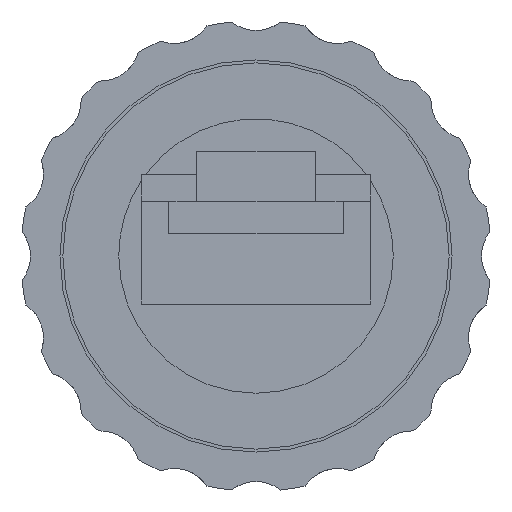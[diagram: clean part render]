
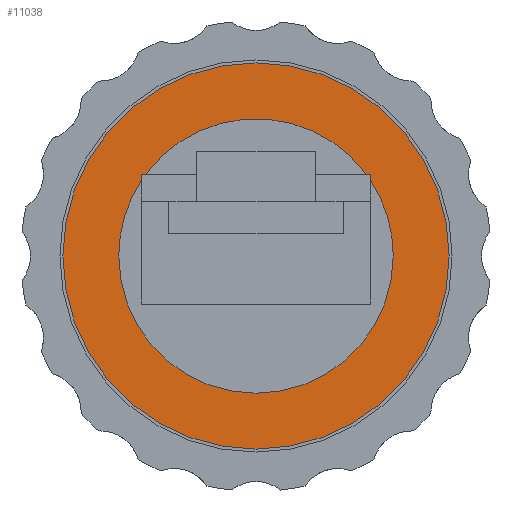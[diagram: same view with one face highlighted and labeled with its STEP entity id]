
A CAD part, left-side view. The second image highlights one B-rep face of the part: STEP entity #11038.
In plain terms, the highlighted planar face has unit normal (-1, 0, 0).
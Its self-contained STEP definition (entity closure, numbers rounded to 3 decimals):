
#163 = DIRECTION ( 'NONE',  ( 0., -1., 0. ) ) ;
#263 = CARTESIAN_POINT ( 'NONE',  ( 0., 5.84, 4.15 ) ) ;
#682 = ORIENTED_EDGE ( 'NONE', *, *, #8115, .T. ) ;
#725 = LINE ( 'NONE', #10758, #6166 ) ;
#938 = DIRECTION ( 'NONE',  ( 0., 1., 0. ) ) ;
#1049 = AXIS2_PLACEMENT_3D ( 'NONE', #23047, #12650, #163 ) ;
#1199 = DIRECTION ( 'NONE',  ( 1., 0., 0. ) ) ;
#1254 = LINE ( 'NONE', #263, #23462 ) ;
#1344 = CARTESIAN_POINT ( 'NONE',  ( 0., 5.637, 4.15 ) ) ;
#1426 = CARTESIAN_POINT ( 'NONE',  ( 0., -5.84, 0. ) ) ;
#2672 = FACE_BOUND ( 'NONE', #21783, .T. ) ;
#3174 = CARTESIAN_POINT ( 'NONE',  ( 0., 0., 0. ) ) ;
#3734 = ORIENTED_EDGE ( 'NONE', *, *, #26605, .T. ) ;
#3819 = VERTEX_POINT ( 'NONE', #1344 ) ;
#4188 = CARTESIAN_POINT ( 'NONE',  ( 0., 5.84, 3.859 ) ) ;
#4456 = DIRECTION ( 'NONE',  ( 1., 0., 0. ) ) ;
#4854 = AXIS2_PLACEMENT_3D ( 'NONE', #22257, #9725, #24398 ) ;
#5223 = DIRECTION ( 'NONE',  ( 0., 1., 0. ) ) ;
#5699 = EDGE_LOOP ( 'NONE', ( #20644, #24280 ) ) ;
#5866 = CARTESIAN_POINT ( 'NONE',  ( 0., 9.85, 0. ) ) ;
#6166 = VECTOR ( 'NONE', #12894, 1000. ) ;
#6855 = VERTEX_POINT ( 'NONE', #22617 ) ;
#6924 = VECTOR ( 'NONE', #15831, 1000. ) ;
#6928 = CARTESIAN_POINT ( 'NONE',  ( 0., 7., 0. ) ) ;
#7492 = DIRECTION ( 'NONE',  ( 1., 0., 0. ) ) ;
#8115 = EDGE_CURVE ( 'NONE', #6855, #22769, #13867, .T. ) ;
#8697 = VERTEX_POINT ( 'NONE', #6928 ) ;
#8769 = EDGE_CURVE ( 'NONE', #3819, #23036, #20028, .T. ) ;
#9725 = DIRECTION ( 'NONE',  ( 1., 0., 0. ) ) ;
#10758 = CARTESIAN_POINT ( 'NONE',  ( 0., 5.84, 0. ) ) ;
#11038 = ADVANCED_FACE ( 'NONE', ( #2672, #13841 ), #20905, .T. ) ;
#11854 = VERTEX_POINT ( 'NONE', #5866 ) ;
#12626 = AXIS2_PLACEMENT_3D ( 'NONE', #17060, #4456, #19106 ) ;
#12650 = DIRECTION ( 'NONE',  ( -1., 0., 0. ) ) ;
#12736 = DIRECTION ( 'NONE',  ( 0., -1., 0. ) ) ;
#12894 = DIRECTION ( 'NONE',  ( 0., 0., -1. ) ) ;
#12983 = ORIENTED_EDGE ( 'NONE', *, *, #23225, .F. ) ;
#13431 = DIRECTION ( 'NONE',  ( 1., 0., 0. ) ) ;
#13709 = CARTESIAN_POINT ( 'NONE',  ( 0., 0., 0. ) ) ;
#13841 = FACE_OUTER_BOUND ( 'NONE', #5699, .T. ) ;
#13867 = CIRCLE ( 'NONE', #23224, 7. ) ;
#14077 = ORIENTED_EDGE ( 'NONE', *, *, #18150, .T. ) ;
#14512 = EDGE_CURVE ( 'NONE', #18091, #11854, #19903, .T. ) ;
#14728 = AXIS2_PLACEMENT_3D ( 'NONE', #13709, #1199, #15808 ) ;
#15571 = CIRCLE ( 'NONE', #12626, 9.85 ) ;
#15808 = DIRECTION ( 'NONE',  ( 0., 1., 0. ) ) ;
#15831 = DIRECTION ( 'NONE',  ( 0., -1., 0. ) ) ;
#15961 = CARTESIAN_POINT ( 'NONE',  ( 0., -5.637, 4.15 ) ) ;
#15980 = AXIS2_PLACEMENT_3D ( 'NONE', #20048, #7492, #22181 ) ;
#16069 = EDGE_CURVE ( 'NONE', #17827, #6855, #25333, .T. ) ;
#16625 = EDGE_CURVE ( 'NONE', #22769, #8697, #25012, .T. ) ;
#17060 = CARTESIAN_POINT ( 'NONE',  ( 0., 0., 0. ) ) ;
#17150 = EDGE_CURVE ( 'NONE', #11854, #18091, #15571, .T. ) ;
#17549 = CARTESIAN_POINT ( 'NONE',  ( 0., 5.84, 4.15 ) ) ;
#17659 = ORIENTED_EDGE ( 'NONE', *, *, #16069, .T. ) ;
#17810 = DIRECTION ( 'NONE',  ( 1., 0., 0. ) ) ;
#17827 = VERTEX_POINT ( 'NONE', #18443 ) ;
#18033 = VERTEX_POINT ( 'NONE', #17549 ) ;
#18091 = VERTEX_POINT ( 'NONE', #19782 ) ;
#18150 = EDGE_CURVE ( 'NONE', #23036, #17827, #23687, .T. ) ;
#18443 = CARTESIAN_POINT ( 'NONE',  ( 0., -5.84, 4.15 ) ) ;
#19106 = DIRECTION ( 'NONE',  ( 0., 1., 0. ) ) ;
#19602 = EDGE_CURVE ( 'NONE', #8697, #22622, #20321, .T. ) ;
#19716 = ORIENTED_EDGE ( 'NONE', *, *, #19602, .T. ) ;
#19761 = VECTOR ( 'NONE', #24430, 1000. ) ;
#19782 = CARTESIAN_POINT ( 'NONE',  ( 0., -9.85, 0. ) ) ;
#19903 = CIRCLE ( 'NONE', #14728, 9.85 ) ;
#20028 = CIRCLE ( 'NONE', #24118, 7. ) ;
#20048 = CARTESIAN_POINT ( 'NONE',  ( 0., 0., 0. ) ) ;
#20321 = CIRCLE ( 'NONE', #4854, 7. ) ;
#20644 = ORIENTED_EDGE ( 'NONE', *, *, #17150, .F. ) ;
#20705 = ORIENTED_EDGE ( 'NONE', *, *, #16625, .T. ) ;
#20905 = PLANE ( 'NONE',  #1049 ) ;
#21783 = EDGE_LOOP ( 'NONE', ( #17659, #682, #20705, #19716, #12983, #3734, #25962, #14077 ) ) ;
#22181 = DIRECTION ( 'NONE',  ( 0., 1., 0. ) ) ;
#22257 = CARTESIAN_POINT ( 'NONE',  ( 0., 0., 0. ) ) ;
#22617 = CARTESIAN_POINT ( 'NONE',  ( 0., -5.84, 3.859 ) ) ;
#22622 = VERTEX_POINT ( 'NONE', #4188 ) ;
#22769 = VERTEX_POINT ( 'NONE', #23430 ) ;
#23036 = VERTEX_POINT ( 'NONE', #15961 ) ;
#23047 = CARTESIAN_POINT ( 'NONE',  ( 0., 7., 0. ) ) ;
#23224 = AXIS2_PLACEMENT_3D ( 'NONE', #3174, #17810, #5223 ) ;
#23225 = EDGE_CURVE ( 'NONE', #18033, #22622, #725, .T. ) ;
#23430 = CARTESIAN_POINT ( 'NONE',  ( 0., -7., 0. ) ) ;
#23462 = VECTOR ( 'NONE', #12736, 1000. ) ;
#23687 = LINE ( 'NONE', #26170, #6924 ) ;
#24118 = AXIS2_PLACEMENT_3D ( 'NONE', #25880, #13431, #938 ) ;
#24280 = ORIENTED_EDGE ( 'NONE', *, *, #14512, .F. ) ;
#24398 = DIRECTION ( 'NONE',  ( 0., 1., 0. ) ) ;
#24430 = DIRECTION ( 'NONE',  ( 0., 0., -1. ) ) ;
#25012 = CIRCLE ( 'NONE', #15980, 7. ) ;
#25333 = LINE ( 'NONE', #1426, #19761 ) ;
#25880 = CARTESIAN_POINT ( 'NONE',  ( 0., 0., 0. ) ) ;
#25962 = ORIENTED_EDGE ( 'NONE', *, *, #8769, .T. ) ;
#26170 = CARTESIAN_POINT ( 'NONE',  ( 0., 5.84, 4.15 ) ) ;
#26605 = EDGE_CURVE ( 'NONE', #18033, #3819, #1254, .T. ) ;
